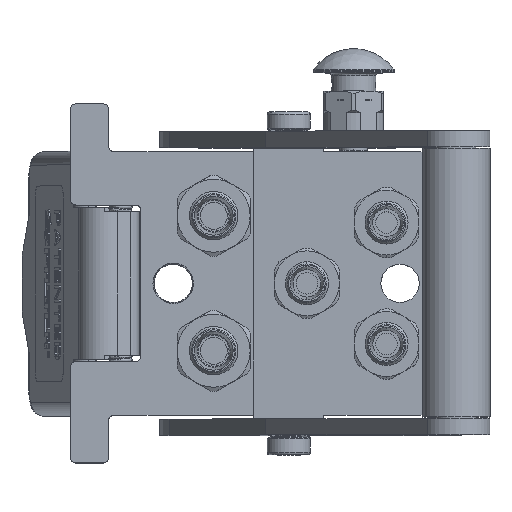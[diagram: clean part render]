
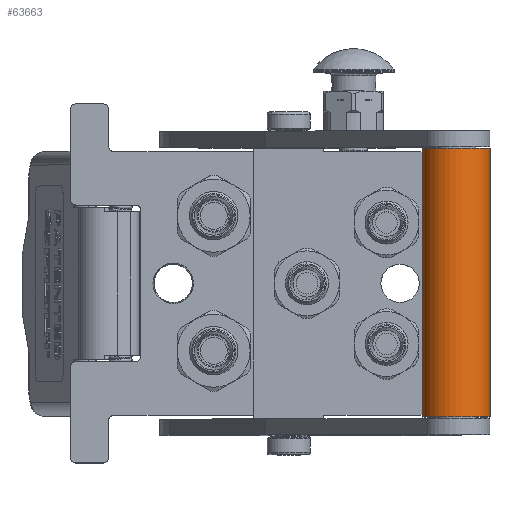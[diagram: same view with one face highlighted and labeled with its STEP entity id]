
A CAD part, top view. The second image highlights one B-rep face of the part: STEP entity #63663.
In plain terms, the highlighted cylindrical face has radius 12.5 mm (diameter 25 mm), a partial arc.
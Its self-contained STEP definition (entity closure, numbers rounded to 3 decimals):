
#1257 = VERTEX_POINT ( 'NONE', #70681 ) ;
#5181 = VERTEX_POINT ( 'NONE', #122685 ) ;
#8214 = CYLINDRICAL_SURFACE ( 'NONE', #47200, 12.5 ) ;
#9234 = ORIENTED_EDGE ( 'NONE', *, *, #70499, .F. ) ;
#13984 = CARTESIAN_POINT ( 'NONE',  ( 4.5, 0., -12.5 ) ) ;
#18793 = DIRECTION ( 'NONE',  ( -1., 0., 0. ) ) ;
#21962 = DIRECTION ( 'NONE',  ( 0., 0., 1. ) ) ;
#26281 = EDGE_CURVE ( 'NONE', #1257, #5181, #92330, .T. ) ;
#33898 = VECTOR ( 'NONE', #18793, 1000. ) ;
#35054 = FACE_OUTER_BOUND ( 'NONE', #44946, .T. ) ;
#37498 = CARTESIAN_POINT ( 'NONE',  ( 104., 0., -12.5 ) ) ;
#38973 = DIRECTION ( 'NONE',  ( -1., 0., 0. ) ) ;
#39284 = DIRECTION ( 'NONE',  ( 0., 0., -1. ) ) ;
#44946 = EDGE_LOOP ( 'NONE', ( #95952, #112395, #9234, #108258 ) ) ;
#47200 = AXIS2_PLACEMENT_3D ( 'NONE', #131152, #129397, #21962 ) ;
#50102 = CARTESIAN_POINT ( 'NONE',  ( 104., 0., -12.5 ) ) ;
#54703 = EDGE_CURVE ( 'NONE', #73306, #1257, #61882, .T. ) ;
#57851 = VERTEX_POINT ( 'NONE', #13984 ) ;
#61882 = CIRCLE ( 'NONE', #94682, 12.5 ) ;
#62422 = LINE ( 'NONE', #50102, #33898 ) ;
#63663 = ADVANCED_FACE ( 'NONE', ( #35054 ), #8214, .T. ) ;
#67138 = DIRECTION ( 'NONE',  ( -1., 0., 0. ) ) ;
#68490 = DIRECTION ( 'NONE',  ( -1., 0., 0. ) ) ;
#68939 = CARTESIAN_POINT ( 'NONE',  ( 104., 0., 0. ) ) ;
#70499 = EDGE_CURVE ( 'NONE', #57851, #5181, #83413, .T. ) ;
#70681 = CARTESIAN_POINT ( 'NONE',  ( 104., 0., 12.5 ) ) ;
#73306 = VERTEX_POINT ( 'NONE', #37498 ) ;
#83413 = CIRCLE ( 'NONE', #95255, 12.5 ) ;
#88422 = CARTESIAN_POINT ( 'NONE',  ( 104., 0., 12.5 ) ) ;
#90683 = VECTOR ( 'NONE', #67138, 1000. ) ;
#92330 = LINE ( 'NONE', #88422, #90683 ) ;
#94682 = AXIS2_PLACEMENT_3D ( 'NONE', #68939, #68490, #39284 ) ;
#95255 = AXIS2_PLACEMENT_3D ( 'NONE', #119937, #38973, #130562 ) ;
#95952 = ORIENTED_EDGE ( 'NONE', *, *, #54703, .T. ) ;
#99447 = EDGE_CURVE ( 'NONE', #73306, #57851, #62422, .T. ) ;
#108258 = ORIENTED_EDGE ( 'NONE', *, *, #99447, .F. ) ;
#112395 = ORIENTED_EDGE ( 'NONE', *, *, #26281, .T. ) ;
#119937 = CARTESIAN_POINT ( 'NONE',  ( 4.5, 0., 0. ) ) ;
#122685 = CARTESIAN_POINT ( 'NONE',  ( 4.5, 0., 12.5 ) ) ;
#129397 = DIRECTION ( 'NONE',  ( -1., 0., 0. ) ) ;
#130562 = DIRECTION ( 'NONE',  ( 0., 0., -1. ) ) ;
#131152 = CARTESIAN_POINT ( 'NONE',  ( -5.425, 0., 0. ) ) ;
